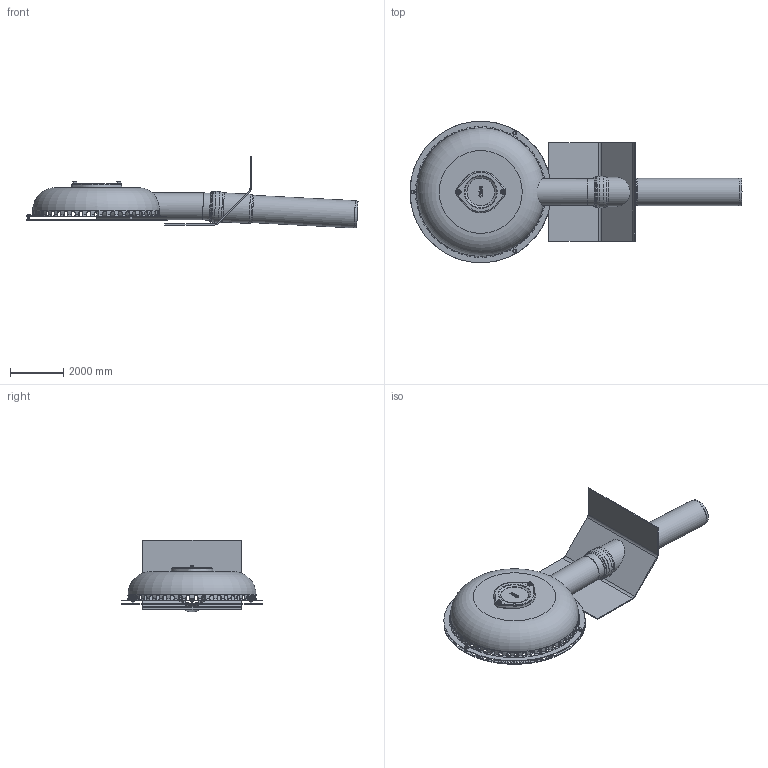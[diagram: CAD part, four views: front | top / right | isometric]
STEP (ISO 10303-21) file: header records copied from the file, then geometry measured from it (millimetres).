
FILE_DESCRIPTION(/* description */ (''),/* implementation_level */ '2;1');
FILE_NAME(/* name */ '01347.100X_3D.stp',/* time_stamp */ '2024-12-11T13:25:14+01:00',/* author */ ('CAD'),/* organization */ (''),/* preprocessor_version */ 'ST-DEVELOPER v20',/* originating_system */ 'AutoCAD Mechanical',/* authorisation */ '');
FILE_SCHEMA (('AUTOMOTIVE_DESIGN { 1 0 10303 214 3 1 1 }'));
Products named in the file (4): Product; ROHR; Haube; 13515
Assembly tree (3 placements, depth 2):
  Product
    ROHR
    Haube
    13515
Bounding box: 12501.11 x 5330 x 2710.79 mm (x, y, z)
Volume: 2069622398.1 mm3; surface area: 207482916.5 mm2
Topology: 16 solids, 16 shells, 6486 faces, 19457 edges, 12921 vertices
Faces by surface type: plane 6093, cone 154, cylinder 101, torus 81, bspline 54, sphere 3
Full cylindrical faces by diameter (mm): 40 x3, 60 x3, 66.47 x2, 80 x3, 90 x2, 100 x3, 130 x3, 984 x1, 1000 x1, 1016 x2, 1020 x1, 1030 x1, 1069.991 x1, 1099.991 x2, 1149.991 x1, 1165 x1, 1179.991 x1, 1240 x2, 1500 x1, 5330 x1
Entity records: 234749 total; most frequent: CARTESIAN_POINT 53941, ORIENTED_EDGE 38912, DIRECTION 32564, EDGE_CURVE 19456, LINE 18384, VECTOR 18384, VERTEX_POINT 12921, EDGE_LOOP 9485
